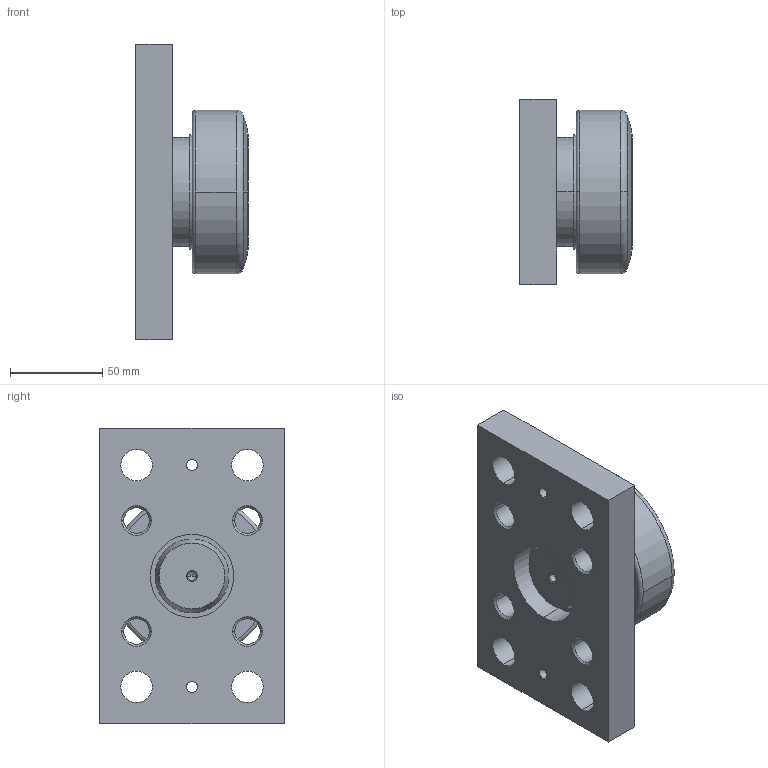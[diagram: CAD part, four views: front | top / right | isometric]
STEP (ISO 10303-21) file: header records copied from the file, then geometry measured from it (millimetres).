
FILE_DESCRIPTION(('STEP AP214'),'1');
FILE_NAME('2_058_AP_3_1.stp','2016-05-28T11:25:53',('TraceParts'),('TraceParts S.A.'),'Spatial InterOp 3D',' ',' ');
FILE_SCHEMA(('automotive_design'));
Length unit declared in the file: millimetre
Products named in the file (1): 1
Bounding box: 61 x 100 x 160 mm (x, y, z)
Volume: 484337.7 mm3; surface area: 66249.7 mm2
Topology: 1 solids, 1 shells, 77 faces, 183 edges, 114 vertices
Faces by surface type: cylinder 34, cone 26, plane 13, torus 4
Entity records: 2916 total; most frequent: DIRECTION 446, CARTESIAN_POINT 373, ORIENTED_EDGE 362, AXIS2_PLACEMENT_3D 187, EDGE_CURVE 181, VERTEX_POINT 114, CIRCLE 109, EDGE_LOOP 105
